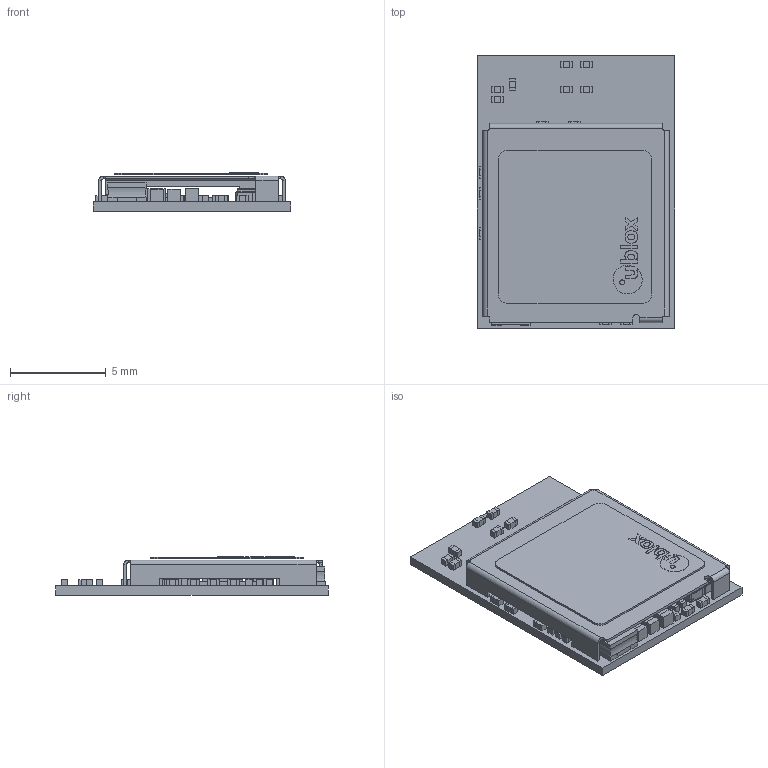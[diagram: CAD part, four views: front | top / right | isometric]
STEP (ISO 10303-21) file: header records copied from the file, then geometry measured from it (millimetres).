
FILE_DESCRIPTION(('Open CASCADE Model'),'2;1');
FILE_NAME('Open CASCADE Shape Model','2025-07-01T20:54:10',('Author'),( 'Open CASCADE'),'Open CASCADE STEP processor 7.5','Open CASCADE 7.5' ,'Unknown');
FILE_SCHEMA(('AUTOMOTIVE_DESIGN { 1 0 10303 214 1 1 1 1 }'));
Length unit declared in the file: millimetre
Products named in the file (139): PCB; Board; Open CASCADE STEP translator 7.5 1.1.1; C60; 7741390880; Extruded; 7741392000; C59; 7741390640; C58; R9; 7741392160; R6; E1; UBXH04-0000841_RGB16777215; R8; 7843379824; 7843380144; U1; 7843379424; R2; 7843380304; 7843380464; C41; F1; 7843378464; 7843378624; 7843378784; Cylinder; R4; L6; 7741391200; L7; L5; L4; L1; X1; OSC_2016S; circle_1; 4_1 ...
Assembly tree (316 placements, depth 5):
  PCB
    Board
      Open CASCADE STEP translator 7.5 1.1.1
    C60
      7741390880
        Extruded
      7741392000  x2
        Extruded
    C59
      7741390880
        Extruded
      7741390640  x2
        Extruded
    C58
      7741390880
        Extruded
      7741392000  x2
        Extruded
    R9
      7741392160
        Extruded
      7741390640  x2
        Extruded
    R6
      7741392160
        Extruded
      7741390640  x2
        Extruded
    E1
      UBXH04-0000841_RGB16777215
    R8
      7843379824
        Extruded
      7843380144  x2
        Extruded
    U1
      7843379424
        Extruded
    R2
      7843380144
        Extruded
      7843380304
        Extruded
      7843380464
        Extruded
    C41
      7741392000  x2
        Extruded
      7741390880
        Extruded
    F1
      7843378464  x4
        Extruded
      7843378624
        Extruded
      7843378784
        Cylinder
    R4
      7741392000  x2
        Extruded
Bounding box: 10.3 x 14.2 x 2 mm (x, y, z)
Volume: 111.8 mm3; surface area: 901.2 mm2
Topology: 218 solids, 218 shells, 1655 faces, 3538 edges, 2320 vertices
Faces by surface type: plane 1449, cylinder 119, bspline 55, torus 24, sphere 8
Full cylindrical faces by diameter (mm): 0.14 x1, 0.16 x2, 0.2 x1
Entity records: 23162 total; most frequent: CARTESIAN_POINT 4251, DIRECTION 3190, ORIENTED_EDGE 2804, EDGE_CURVE 1402, AXIS2_PLACEMENT_3D 1083, LINE 1024, VECTOR 1024, VERTEX_POINT 896
